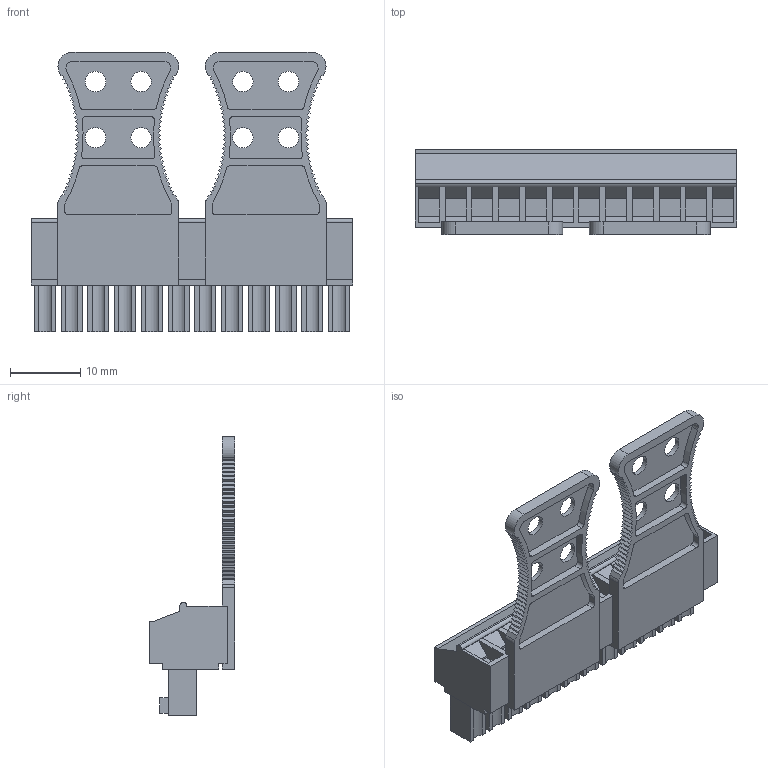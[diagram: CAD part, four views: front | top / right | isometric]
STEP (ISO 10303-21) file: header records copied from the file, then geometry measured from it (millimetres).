
FILE_DESCRIPTION(('CATIA V5 STEP Exchange','CAx-IF Rec.Pracs.--- Model Styling and Organization---1.2---2011-12-15'),'2;1');
FILE_NAME ('D1450057_0_1236370000_1236370000.stp','2018-09-19T12:08:21+00:00',('none'),('Weidmueller'),'CATIA Version 5-6 Release 2014','CATIA V5 STEP AP214','none');
FILE_SCHEMA(('AUTOMOTIVE_DESIGN { 1 0 10303 214 1 1 1 1 }'));
Length unit declared in the file: millimetre
Products named in the file (1): 1236370000
Bounding box: 45.72 x 12.2 x 39.75 mm (x, y, z)
Volume: 5446.3 mm3; surface area: 6535.2 mm2
Topology: 3 solids, 3 shells, 703 faces, 1925 edges, 1282 vertices
Faces by surface type: plane 557, cylinder 122, cone 24
Entity records: 20611 total; most frequent: ORIENTED_EDGE 3850, CARTESIAN_POINT 3664, DIRECTION 2837, EDGE_CURVE 1925, VECTOR 1633, LINE 1633, VERTEX_POINT 1282, EDGE_LOOP 773
